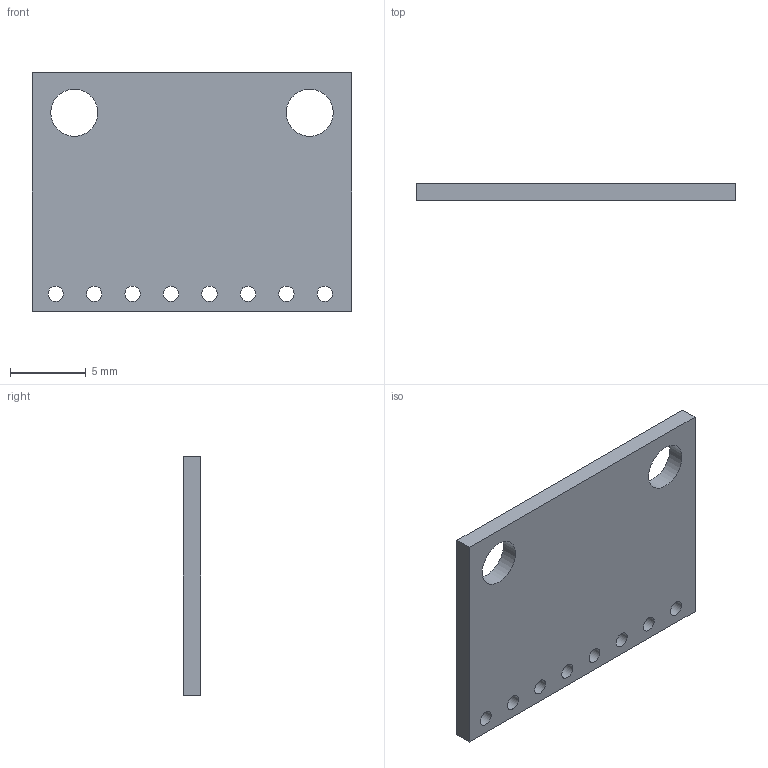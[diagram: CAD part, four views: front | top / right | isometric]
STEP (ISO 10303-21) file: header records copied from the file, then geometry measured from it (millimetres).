
FILE_DESCRIPTION(/* description */ (''),/* implementation_level */ '2;1');
FILE_NAME(/* name */ 'Base_ipt_9e8c88e3.STEP',/* time_stamp */ '2024-05-28T15:40:54+01:00',/* author */ ('rlndo'),/* organization */ (''),/* preprocessor_version */ 'ST-DEVELOPER v16.13',/* originating_system */ 'Autodesk Inventor 2018',/* authorisation */ '');
FILE_SCHEMA (('AUTOMOTIVE_DESIGN { 1 0 10303 214 3 1 1 }'));
Length unit declared in the file: millimetre
Products named in the file (1): Base
Bounding box: 21.11 x 1.14 x 15.75 mm (x, y, z)
Volume: 355.1 mm3; surface area: 757.2 mm2
Topology: 1 solids, 1 shells, 16 faces, 42 edges, 28 vertices
Faces by surface type: cylinder 10, plane 6
Full cylindrical faces by diameter (mm): 1.016 x8, 3.111 x2
Entity records: 579 total; most frequent: DIRECTION 86, CARTESIAN_POINT 77, ORIENTED_EDGE 64, EDGE_LOOP 46, AXIS2_PLACEMENT_3D 37, EDGE_CURVE 32, FACE_BOUND 30, VERTEX_POINT 28
